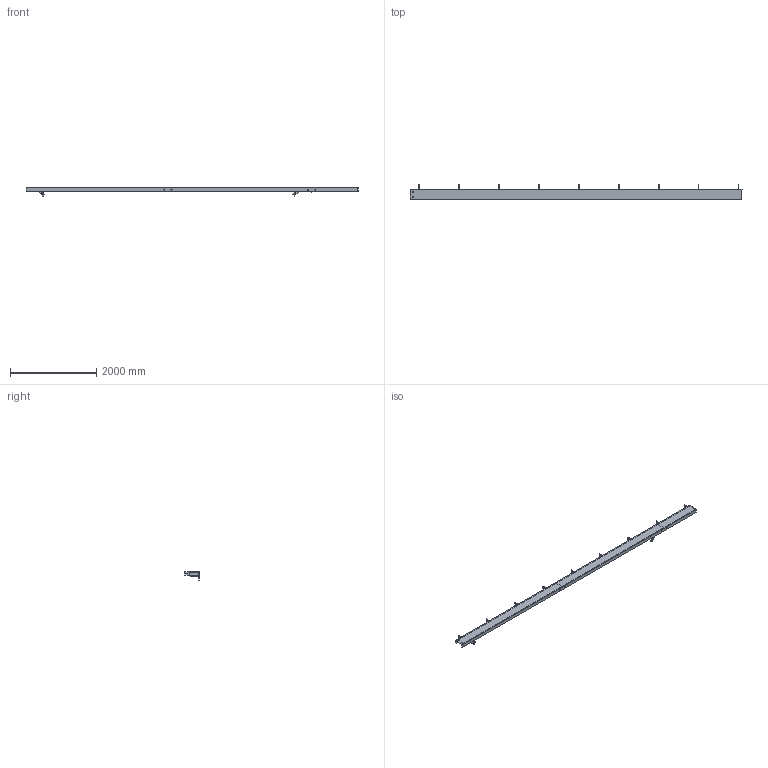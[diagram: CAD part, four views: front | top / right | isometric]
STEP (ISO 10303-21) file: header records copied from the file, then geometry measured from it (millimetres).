
FILE_DESCRIPTION (( 'STEP AP203' ), '1' );
FILE_NAME ('3982-40_REV_.step', '2026-01-19T05:53:16', ( '' ), ( '' ), 'SwSTEP 2.0', 'SolidWorks 2025', '' );
FILE_SCHEMA (( 'CONFIG_CONTROL_DESIGN' ));
Length unit declared in the file: millimetre
Products named in the file (6): 3982-40-10; 30-12; 20-22; 3982-40_REV_; 40-10; 20-23
Assembly tree (15 placements, depth 2):
  3982-40_REV_
    3982-40-10
    30-12  x2
    40-10  x9
    20-22
    20-23  x2
Bounding box: 7682 x 335 x 189.31 mm (x, y, z)
Volume: 25618088.1 mm3; surface area: 5971101 mm2
Topology: 15 solids, 15 shells, 204 faces, 522 edges, 348 vertices
Faces by surface type: plane 104, cylinder 100
Entity records: 3626 total; most frequent: DIRECTION 502, CARTESIAN_POINT 484, ORIENTED_EDGE 444, EDGE_CURVE 222, AXIS2_PLACEMENT_3D 182, VERTEX_POINT 148, LINE 138, VECTOR 138
